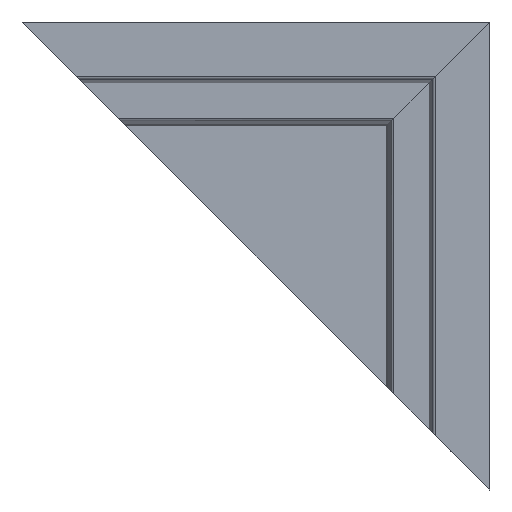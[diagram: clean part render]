
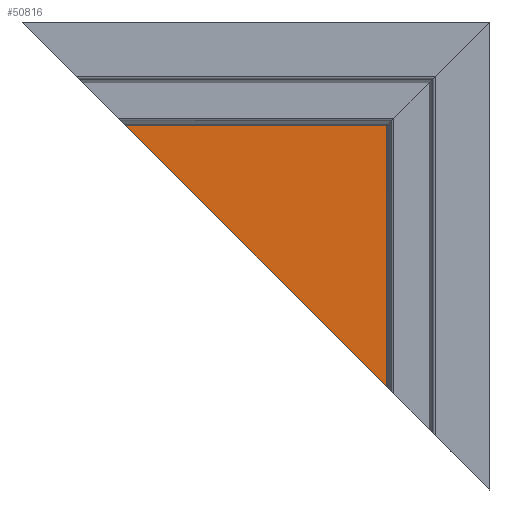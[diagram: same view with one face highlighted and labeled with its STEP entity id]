
A CAD part, left-side view. The second image highlights one B-rep face of the part: STEP entity #50816.
In plain terms, the highlighted free-form (B-spline) face has degree [1, 1] with [2, 2] control points.
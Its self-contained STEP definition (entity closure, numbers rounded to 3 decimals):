
#50725 = EDGE_CURVE('',#50726,#50728,#50730,.T.);
#50726 = VERTEX_POINT('',#50727);
#50727 = CARTESIAN_POINT('',(-12.158,37.173,
    791.683));
#50728 = VERTEX_POINT('',#50729);
#50729 = CARTESIAN_POINT('',(-12.158,37.173,
    406.881));
#50730 = B_SPLINE_CURVE_WITH_KNOTS('',1,(#50731,#50732),.UNSPECIFIED.,
  .F.,.F.,(2,2),(-366.,0.),.PIECEWISE_BEZIER_KNOTS.);
#50731 = CARTESIAN_POINT('',(-12.158,37.173,
    791.683));
#50732 = CARTESIAN_POINT('',(-12.158,37.173,
    406.881));
#50761 = EDGE_CURVE('',#50728,#50762,#50764,.T.);
#50762 = VERTEX_POINT('',#50763);
#50763 = CARTESIAN_POINT('',(-12.158,421.975,
    791.683));
#50764 = B_SPLINE_CURVE_WITH_KNOTS('',1,(#50765,#50766),.UNSPECIFIED.,
  .F.,.F.,(2,2),(-517.602,0.),.PIECEWISE_BEZIER_KNOTS.);
#50765 = CARTESIAN_POINT('',(-12.158,37.173,
    406.881));
#50766 = CARTESIAN_POINT('',(-12.158,421.975,
    791.683));
#50789 = EDGE_CURVE('',#50762,#50726,#50790,.T.);
#50790 = B_SPLINE_CURVE_WITH_KNOTS('',1,(#50791,#50792),.UNSPECIFIED.,
  .F.,.F.,(2,2),(-366.,-0.),.PIECEWISE_BEZIER_KNOTS.);
#50791 = CARTESIAN_POINT('',(-12.158,421.975,
    791.683));
#50792 = CARTESIAN_POINT('',(-12.158,37.173,
    791.683));
#50816 = ADVANCED_FACE('',(#50817),#50822,.T.);
#50817 = FACE_BOUND('',#50818,.T.);
#50818 = EDGE_LOOP('',(#50819,#50820,#50821));
#50819 = ORIENTED_EDGE('',*,*,#50725,.F.);
#50820 = ORIENTED_EDGE('',*,*,#50789,.F.);
#50821 = ORIENTED_EDGE('',*,*,#50761,.F.);
#50822 = B_SPLINE_SURFACE_WITH_KNOTS('',1,1,(
    (#50823,#50824)
    ,(#50825,#50826
    )),.UNSPECIFIED.,.F.,.F.,.F.,(2,2),(2,2),(-366.,0.),(
    0.,366.),.PIECEWISE_BEZIER_KNOTS.);
#50823 = CARTESIAN_POINT('',(-12.158,37.173,
    406.881));
#50824 = CARTESIAN_POINT('',(-12.158,421.975,
    406.881));
#50825 = CARTESIAN_POINT('',(-12.158,37.173,
    791.683));
#50826 = CARTESIAN_POINT('',(-12.158,421.975,
    791.683));
